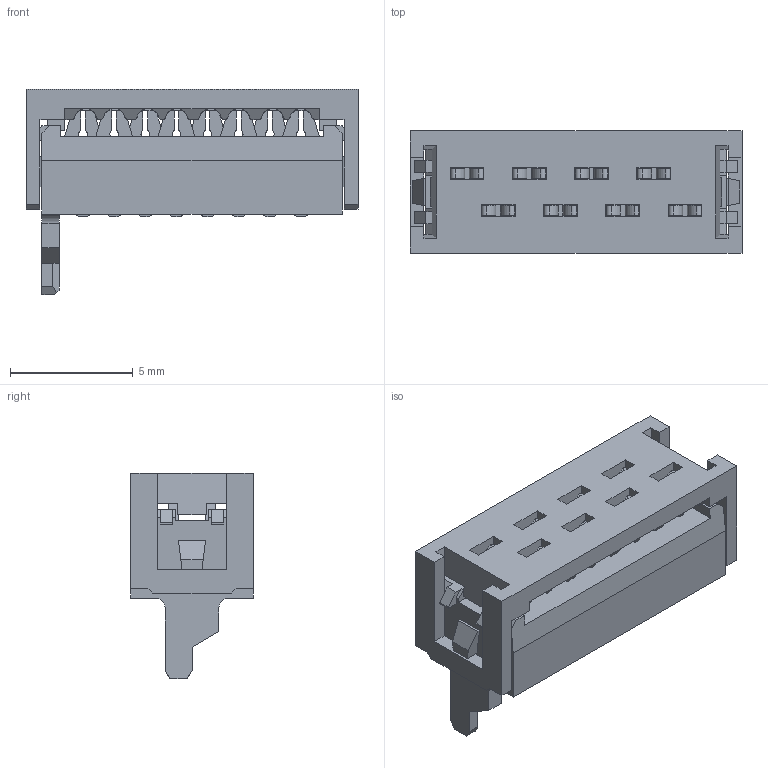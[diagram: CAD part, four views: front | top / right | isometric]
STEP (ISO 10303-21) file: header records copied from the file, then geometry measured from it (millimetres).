
FILE_DESCRIPTION((''),'2;1');
FILE_NAME('TYCO-7-215083-8-MM8CP','2009-06-06T',('dburnier'),(''),'PRO/ENGINEER BY PARAMETRIC TECHNOLOGY CORPORATION, 2008410','PRO/ENGINEER BY PARAMETRIC TECHNOLOGY CORPORATION, 2008410','');
FILE_SCHEMA(('AUTOMOTIVE_DESIGN_CC2 { 1 2 10303 214 -1 1 5 2 }'));
Length unit declared in the file: millimetre
Products named in the file (1): TYCO-7-215083-8-MM8CP
Bounding box: 13.54 x 5 x 8.4 mm (x, y, z)
Volume: 270.3 mm3; surface area: 560.7 mm2
Topology: 1 solids, 1 shells, 457 faces, 1368 edges, 917 vertices
Faces by surface type: plane 333, cylinder 124
Entity records: 20527 total; most frequent: CARTESIAN_POINT 3482, ORIENTED_EDGE 2736, DIRECTION 2354, PRESENTATION_STYLE_ASSIGNMENT 1409, STYLED_ITEM 1369, CURVE_STYLE 1368, EDGE_CURVE 1368, VECTOR 1008
